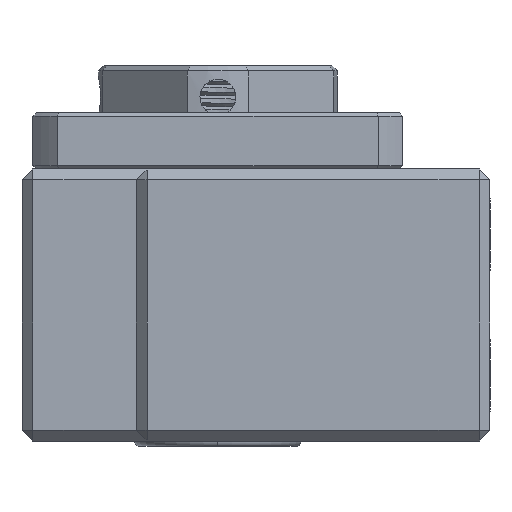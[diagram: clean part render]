
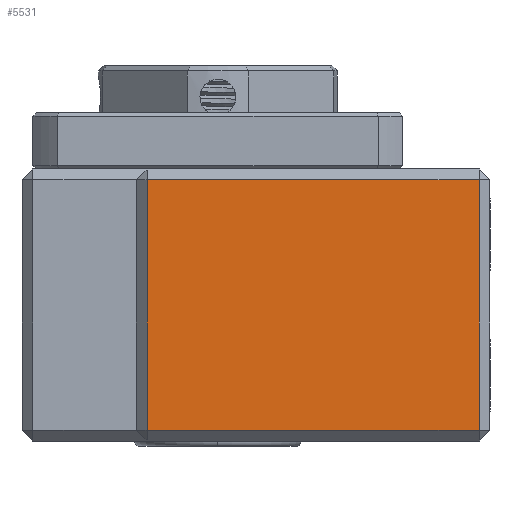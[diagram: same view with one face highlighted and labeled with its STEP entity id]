
A CAD part, left-side view. The second image highlights one B-rep face of the part: STEP entity #5531.
In plain terms, the highlighted planar face has unit normal (-1, 0, 0).
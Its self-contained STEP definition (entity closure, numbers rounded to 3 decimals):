
#962=FACE_OUTER_BOUND('',#1315,.T.);
#1315=EDGE_LOOP('',(#3784,#3785,#3786,#3787));
#1703=LINE('',#9065,#1948);
#1706=LINE('',#9069,#1951);
#1709=LINE('',#9075,#1954);
#1750=LINE('',#9344,#1995);
#1948=VECTOR('',#6754,23.);
#1951=VECTOR('',#6759,30.5);
#1954=VECTOR('',#6766,23.);
#1995=VECTOR('',#6873,30.5);
#2152=VERTEX_POINT('',#8347);
#2153=VERTEX_POINT('',#8351);
#2224=VERTEX_POINT('',#9064);
#2225=VERTEX_POINT('',#9074);
#2789=EDGE_CURVE('',#2152,#2224,#1703,.T.);
#2792=EDGE_CURVE('',#2153,#2152,#1706,.T.);
#2795=EDGE_CURVE('',#2225,#2153,#1709,.T.);
#2853=EDGE_CURVE('',#2224,#2225,#1750,.T.);
#3784=ORIENTED_EDGE('',*,*,#2795,.F.);
#3785=ORIENTED_EDGE('',*,*,#2853,.F.);
#3786=ORIENTED_EDGE('',*,*,#2789,.F.);
#3787=ORIENTED_EDGE('',*,*,#2792,.F.);
#5131=PLANE('',#5949);
#5531=ADVANCED_FACE('',(#962),#5131,.F.);
#5949=AXIS2_PLACEMENT_3D('',#9343,#6871,#6872);
#6754=DIRECTION('',(0.,0.,1.));
#6759=DIRECTION('',(0.,1.,0.));
#6766=DIRECTION('',(0.,0.,-1.));
#6871=DIRECTION('center_axis',(1.,0.,0.));
#6872=DIRECTION('ref_axis',(0.,0.,-1.));
#6873=DIRECTION('',(0.,-1.,0.));
#8347=CARTESIAN_POINT('',(-30.,31.5,-11.5));
#8351=CARTESIAN_POINT('',(-30.,1.,-11.5));
#9064=CARTESIAN_POINT('',(-30.,31.5,11.5));
#9065=CARTESIAN_POINT('',(-30.,31.5,-11.5));
#9069=CARTESIAN_POINT('',(-30.,1.,-11.5));
#9074=CARTESIAN_POINT('',(-30.,1.,11.5));
#9075=CARTESIAN_POINT('',(-30.,1.,11.5));
#9343=CARTESIAN_POINT('Origin',(-30.,1.,-11.5));
#9344=CARTESIAN_POINT('',(-30.,31.5,11.5));
